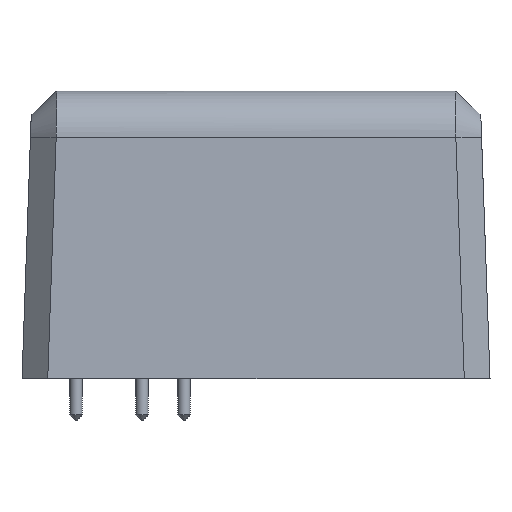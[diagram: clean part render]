
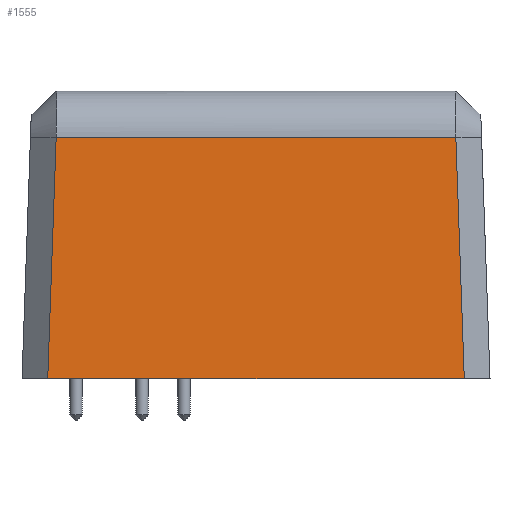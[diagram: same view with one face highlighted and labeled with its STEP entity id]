
A CAD part, left-side view. The second image highlights one B-rep face of the part: STEP entity #1555.
In plain terms, the highlighted planar face has unit normal (-0.999, 0, 0.035).
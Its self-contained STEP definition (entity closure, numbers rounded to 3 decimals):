
#1412 = VERTEX_POINT('',#1413);
#1413 = CARTESIAN_POINT('',(-4.,-26.856,0.));
#1419 = EDGE_CURVE('',#1420,#1412,#1422,.T.);
#1420 = VERTEX_POINT('',#1421);
#1421 = CARTESIAN_POINT('',(-4.,7.856,0.));
#1422 = LINE('',#1423,#1424);
#1423 = CARTESIAN_POINT('',(-4.,-29.,0.));
#1424 = VECTOR('',#1425,1.);
#1425 = DIRECTION('',(0.,-1.,0.));
#1535 = VERTEX_POINT('',#1536);
#1536 = CARTESIAN_POINT('',(-3.297,-26.153,
    20.14));
#1543 = EDGE_CURVE('',#1412,#1535,#1544,.T.);
#1544 = LINE('',#1545,#1546);
#1545 = CARTESIAN_POINT('',(-4.003,-26.859,
    -0.075));
#1546 = VECTOR('',#1547,1.);
#1547 = DIRECTION('',(0.035,0.035,
    0.999));
#1555 = ADVANCED_FACE('',(#1556),#1574,.T.);
#1556 = FACE_BOUND('',#1557,.T.);
#1557 = EDGE_LOOP('',(#1558,#1559,#1560,#1568));
#1558 = ORIENTED_EDGE('',*,*,#1419,.T.);
#1559 = ORIENTED_EDGE('',*,*,#1543,.T.);
#1560 = ORIENTED_EDGE('',*,*,#1561,.T.);
#1561 = EDGE_CURVE('',#1535,#1562,#1564,.T.);
#1562 = VERTEX_POINT('',#1563);
#1563 = CARTESIAN_POINT('',(-3.297,7.153,20.14
    ));
#1564 = LINE('',#1565,#1566);
#1565 = CARTESIAN_POINT('',(-3.297,9.162,
    20.14));
#1566 = VECTOR('',#1567,1.);
#1567 = DIRECTION('',(0.,1.,0.));
#1568 = ORIENTED_EDGE('',*,*,#1569,.T.);
#1569 = EDGE_CURVE('',#1562,#1420,#1570,.T.);
#1570 = LINE('',#1571,#1572);
#1571 = CARTESIAN_POINT('',(-3.955,7.812,
    1.284));
#1572 = VECTOR('',#1573,1.);
#1573 = DIRECTION('',(-0.035,0.035,
    -0.999));
#1574 = PLANE('',#1575);
#1575 = AXIS2_PLACEMENT_3D('',#1576,#1577,#1578);
#1576 = CARTESIAN_POINT('',(-4.,-29.,0.));
#1577 = DIRECTION('',(-0.999,0.,
    0.035));
#1578 = DIRECTION('',(0.035,0.,
    0.999));
